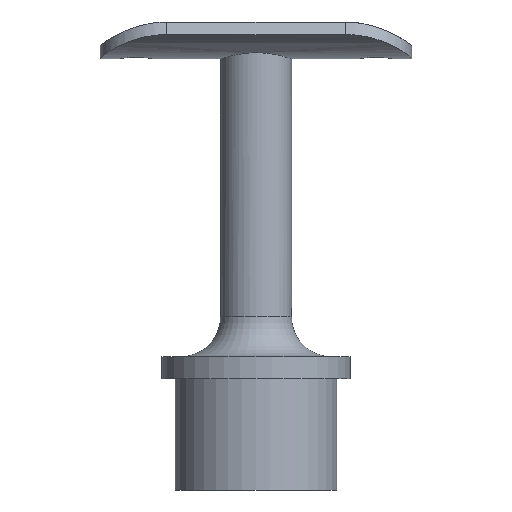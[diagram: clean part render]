
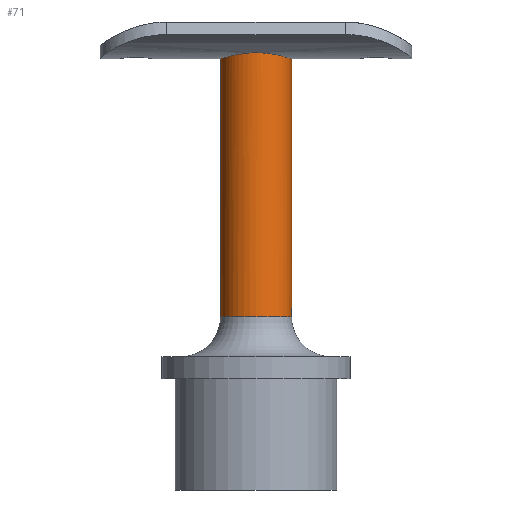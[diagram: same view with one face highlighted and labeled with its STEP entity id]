
A CAD part, front view. The second image highlights one B-rep face of the part: STEP entity #71.
In plain terms, the highlighted cylindrical face has radius 8 mm (diameter 16 mm), a full revolution.
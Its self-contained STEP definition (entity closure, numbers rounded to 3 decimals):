
#71=ADVANCED_FACE('',(#109,#110),#90,.T.);
#90=CYLINDRICAL_SURFACE('',#575,8.);
#109=FACE_BOUND('',#144,.T.);
#110=FACE_BOUND('',#145,.T.);
#144=EDGE_LOOP('',(#210));
#145=EDGE_LOOP('',(#211));
#210=ORIENTED_EDGE('',*,*,#309,.T.);
#211=ORIENTED_EDGE('',*,*,#304,.F.);
#269=VERTEX_POINT('',#1590);
#270=VERTEX_POINT('',#1693);
#304=EDGE_CURVE('',#269,#269,#327,.T.);
#309=EDGE_CURVE('',#270,#270,#339,.T.);
#327=B_SPLINE_CURVE_WITH_KNOTS('',3,(#1503,#1504,#1505,#1506,#1507,#1508,
#1509,#1510,#1511,#1512,#1513,#1514,#1515,#1516,#1517,#1518,#1519,#1520,
#1521,#1522,#1523,#1524,#1525,#1526,#1527,#1528,#1529,#1530,#1531,#1532,
#1533,#1534,#1535,#1536,#1537,#1538,#1539,#1540,#1541,#1542,#1543,#1544,
#1545,#1546,#1547,#1548,#1549,#1550,#1551,#1552,#1553,#1554,#1555,#1556,
#1557,#1558,#1559,#1560,#1561,#1562,#1563,#1564,#1565,#1566,#1567,#1568,
#1569,#1570,#1571,#1572,#1573,#1574,#1575,#1576,#1577,#1578,#1579,#1580,
#1581,#1582,#1583,#1584,#1585,#1586,#1587,#1588,#1589),.UNSPECIFIED.,.T.,
 .F.,(2,2,2,2,2,2,2,2,2,2,2,2,2,2,2,2,2,2,2,2,2,2,2,2,2,2,2,2,2,2,2,2,2,
2,2,2,1,2,2,2,2,2,2,2,2,2),(-0.031,0.,0.031,0.047,
0.063,0.094,0.109,0.125,
0.156,0.188,0.219,0.25,
0.266,0.281,0.313,0.344,
0.359,0.375,0.406,0.422,
0.438,0.469,0.5,0.516,
0.531,0.563,0.594,0.625,
0.641,0.656,0.672,0.688,
0.719,0.75,0.781,0.797,
0.813,0.828,0.844,0.875,
0.906,0.938,0.953,0.969,1.,1.031),.UNSPECIFIED.);
#339=CIRCLE('',#574,8.);
#574=AXIS2_PLACEMENT_3D('',#1692,#662,#663);
#575=AXIS2_PLACEMENT_3D('',#1694,#664,#665);
#662=DIRECTION('',(0.,0.,1.));
#663=DIRECTION('',(1.,0.,0.));
#664=DIRECTION('',(0.,0.,1.));
#665=DIRECTION('',(1.,0.,0.));
#1503=CARTESIAN_POINT('',(-6.869,4.134,72.351));
#1504=CARTESIAN_POINT('',(-7.352,3.197,72.207));
#1505=CARTESIAN_POINT('',(-7.545,2.711,72.147));
#1506=CARTESIAN_POINT('',(-7.762,1.956,72.078));
#1507=CARTESIAN_POINT('',(-7.822,1.701,72.058));
#1508=CARTESIAN_POINT('',(-7.917,1.18,72.027));
#1509=CARTESIAN_POINT('',(-7.952,0.916,72.016));
#1510=CARTESIAN_POINT('',(-8.016,0.128,71.995));
#1511=CARTESIAN_POINT('',(-8.008,-0.397,71.998));
#1512=CARTESIAN_POINT('',(-7.916,-1.183,72.027));
#1513=CARTESIAN_POINT('',(-7.873,-1.446,72.042));
#1514=CARTESIAN_POINT('',(-7.76,-1.962,72.078));
#1515=CARTESIAN_POINT('',(-7.692,-2.215,72.1));
#1516=CARTESIAN_POINT('',(-7.45,-2.961,72.177));
#1517=CARTESIAN_POINT('',(-7.24,-3.443,72.242));
#1518=CARTESIAN_POINT('',(-6.728,-4.361,72.392));
#1519=CARTESIAN_POINT('',(-6.431,-4.787,72.475));
#1520=CARTESIAN_POINT('',(-5.759,-5.577,72.648));
#1521=CARTESIAN_POINT('',(-5.379,-5.944,72.739));
#1522=CARTESIAN_POINT('',(-4.565,-6.59,72.912));
#1523=CARTESIAN_POINT('',(-4.13,-6.871,72.995));
#1524=CARTESIAN_POINT('',(-3.433,-7.231,73.105));
#1525=CARTESIAN_POINT('',(-3.192,-7.34,73.14));
#1526=CARTESIAN_POINT('',(-2.704,-7.534,73.202));
#1527=CARTESIAN_POINT('',(-2.456,-7.618,73.23));
#1528=CARTESIAN_POINT('',(-1.703,-7.834,73.303));
#1529=CARTESIAN_POINT('',(-1.188,-7.929,73.336));
#1530=CARTESIAN_POINT('',(-0.129,-8.017,73.366));
#1531=CARTESIAN_POINT('',(0.4,-8.007,73.363));
#1532=CARTESIAN_POINT('',(1.181,-7.917,73.332));
#1533=CARTESIAN_POINT('',(1.441,-7.874,73.317));
#1534=CARTESIAN_POINT('',(1.956,-7.762,73.278));
#1535=CARTESIAN_POINT('',(2.213,-7.692,73.255));
#1536=CARTESIAN_POINT('',(2.963,-7.449,73.174));
#1537=CARTESIAN_POINT('',(3.441,-7.241,73.107));
#1538=CARTESIAN_POINT('',(4.125,-6.859,72.992));
#1539=CARTESIAN_POINT('',(4.349,-6.72,72.951));
#1540=CARTESIAN_POINT('',(4.778,-6.421,72.867));
#1541=CARTESIAN_POINT('',(4.984,-6.263,72.824));
#1542=CARTESIAN_POINT('',(5.577,-5.759,72.693));
#1543=CARTESIAN_POINT('',(5.938,-5.387,72.603));
#1544=CARTESIAN_POINT('',(6.591,-4.565,72.431));
#1545=CARTESIAN_POINT('',(6.873,-4.128,72.35));
#1546=CARTESIAN_POINT('',(7.23,-3.435,72.244));
#1547=CARTESIAN_POINT('',(7.338,-3.197,72.211));
#1548=CARTESIAN_POINT('',(7.532,-2.71,72.151));
#1549=CARTESIAN_POINT('',(7.618,-2.458,72.124));
#1550=CARTESIAN_POINT('',(7.835,-1.699,72.054));
#1551=CARTESIAN_POINT('',(7.929,-1.184,72.023));
#1552=CARTESIAN_POINT('',(8.016,-0.136,71.995));
#1553=CARTESIAN_POINT('',(8.007,0.401,71.998));
#1554=CARTESIAN_POINT('',(7.886,1.446,72.038));
#1555=CARTESIAN_POINT('',(7.775,1.958,72.074));
#1556=CARTESIAN_POINT('',(7.531,2.712,72.151));
#1557=CARTESIAN_POINT('',(7.437,2.959,72.18));
#1558=CARTESIAN_POINT('',(7.228,3.439,72.244));
#1559=CARTESIAN_POINT('',(7.112,3.673,72.279));
#1560=CARTESIAN_POINT('',(6.858,4.127,72.353));
#1561=CARTESIAN_POINT('',(6.721,4.348,72.393));
#1562=CARTESIAN_POINT('',(6.423,4.777,72.475));
#1563=CARTESIAN_POINT('',(6.262,4.986,72.518));
#1564=CARTESIAN_POINT('',(5.755,5.581,72.649));
#1565=CARTESIAN_POINT('',(5.383,5.941,72.738));
#1566=CARTESIAN_POINT('',(4.569,6.587,72.911));
#1567=CARTESIAN_POINT('',(4.124,6.875,72.996));
#1568=CARTESIAN_POINT('',(3.199,7.351,73.142));
#1569=CARTESIAN_POINT('',(2.715,7.544,73.205));
#1570=CARTESIAN_POINT('',(1.955,7.762,73.278));
#1571=CARTESIAN_POINT('',(1.696,7.823,73.299));
#1572=CARTESIAN_POINT('',(1.177,7.917,73.332));
#1573=CARTESIAN_POINT('',(0.657,7.986,73.356));
#1574=CARTESIAN_POINT('',(0.132,8.003,73.362));
#1575=CARTESIAN_POINT('',(-0.394,7.995,73.359));
#1576=CARTESIAN_POINT('',(-0.66,7.977,73.353));
#1577=CARTESIAN_POINT('',(-1.45,7.885,73.321));
#1578=CARTESIAN_POINT('',(-1.963,7.773,73.282));
#1579=CARTESIAN_POINT('',(-2.959,7.451,73.175));
#1580=CARTESIAN_POINT('',(-3.447,7.238,73.106));
#1581=CARTESIAN_POINT('',(-4.357,6.73,72.953));
#1582=CARTESIAN_POINT('',(-4.783,6.434,72.868));
#1583=CARTESIAN_POINT('',(-5.38,5.926,72.736));
#1584=CARTESIAN_POINT('',(-5.572,5.746,72.691));
#1585=CARTESIAN_POINT('',(-5.933,5.372,72.603));
#1586=CARTESIAN_POINT('',(-6.104,5.178,72.559));
#1587=CARTESIAN_POINT('',(-6.586,4.57,72.432));
#1588=CARTESIAN_POINT('',(-6.869,4.134,72.351));
#1589=CARTESIAN_POINT('',(-7.352,3.197,72.207));
#1590=CARTESIAN_POINT('',(-7.111,3.666,72.279));
#1692=CARTESIAN_POINT('',(0.,0.,13.979));
#1693=CARTESIAN_POINT('',(8.,0.,13.979));
#1694=CARTESIAN_POINT('',(0.,0.,6.));
